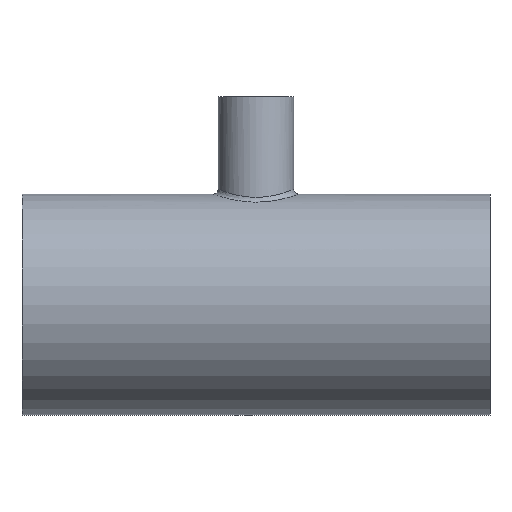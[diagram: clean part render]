
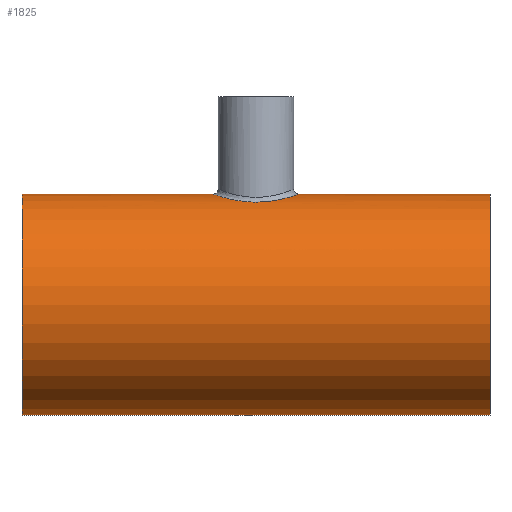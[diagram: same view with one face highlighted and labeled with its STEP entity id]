
A CAD part, front view. The second image highlights one B-rep face of the part: STEP entity #1825.
In plain terms, the highlighted cylindrical face has radius 42.5 mm (diameter 85 mm), a full revolution.
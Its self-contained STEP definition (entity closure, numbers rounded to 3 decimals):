
#1634=CARTESIAN_POINT('',(0.,-15.758,39.471));
#1635=VERTEX_POINT('',#1634);
#1719=CARTESIAN_POINT('',(0.,-15.759,39.47));
#1720=CARTESIAN_POINT('',(0.465,-15.758,39.47));
#1721=CARTESIAN_POINT('',(1.084,-15.733,39.481));
#1722=CARTESIAN_POINT('',(2.32,-15.617,39.527));
#1723=CARTESIAN_POINT('',(3.472,-15.429,39.601));
#1724=CARTESIAN_POINT('',(4.667,-15.124,39.718));
#1725=CARTESIAN_POINT('',(5.691,-14.803,39.839));
#1726=CARTESIAN_POINT('',(6.481,-14.502,39.95));
#1727=CARTESIAN_POINT('',(7.741,-13.941,40.15));
#1728=CARTESIAN_POINT('',(8.95,-13.278,40.377));
#1729=CARTESIAN_POINT('',(10.432,-12.242,40.703));
#1730=CARTESIAN_POINT('',(11.683,-11.174,41.011));
#1731=CARTESIAN_POINT('',(12.915,-9.861,41.348));
#1732=CARTESIAN_POINT('',(13.984,-8.424,41.666));
#1733=CARTESIAN_POINT('',(14.803,-7.019,41.924));
#1734=CARTESIAN_POINT('',(15.358,-5.797,42.107));
#1735=CARTESIAN_POINT('',(15.771,-4.678,42.246));
#1736=CARTESIAN_POINT('',(16.142,-3.386,42.374));
#1737=CARTESIAN_POINT('',(16.429,-1.783,42.475));
#1738=CARTESIAN_POINT('',(16.57,0.595,42.525));
#1739=CARTESIAN_POINT('',(16.301,2.864,42.429));
#1740=CARTESIAN_POINT('',(15.742,4.773,42.236));
#1741=CARTESIAN_POINT('',(15.32,5.882,42.095));
#1742=CARTESIAN_POINT('',(14.868,6.867,41.946));
#1743=CARTESIAN_POINT('',(14.097,8.255,41.701));
#1744=CARTESIAN_POINT('',(13.166,9.554,41.42));
#1745=CARTESIAN_POINT('',(12.164,10.664,41.143));
#1746=CARTESIAN_POINT('',(11.594,11.218,40.994));
#1747=CARTESIAN_POINT('',(10.709,12.017,40.77));
#1748=CARTESIAN_POINT('',(9.348,13.057,40.453));
#1749=CARTESIAN_POINT('',(7.567,14.042,40.116));
#1750=CARTESIAN_POINT('',(6.07,14.669,39.889));
#1751=CARTESIAN_POINT('',(4.513,15.194,39.693));
#1752=CARTESIAN_POINT('',(2.891,15.55,39.553));
#1753=CARTESIAN_POINT('',(1.25,15.728,39.483));
#1754=CARTESIAN_POINT('',(0.007,15.773,39.465));
#1755=CARTESIAN_POINT('',(-1.238,15.729,39.482));
#1756=CARTESIAN_POINT('',(-2.879,15.552,39.553));
#1757=CARTESIAN_POINT('',(-4.5,15.197,39.691));
#1758=CARTESIAN_POINT('',(-6.059,14.673,39.888));
#1759=CARTESIAN_POINT('',(-7.184,14.203,40.058));
#1760=CARTESIAN_POINT('',(-8.269,13.654,40.249));
#1761=CARTESIAN_POINT('',(-9.659,12.818,40.525));
#1762=CARTESIAN_POINT('',(-10.945,11.837,40.825));
#1763=CARTESIAN_POINT('',(-12.027,10.804,41.106));
#1764=CARTESIAN_POINT('',(-12.563,10.222,41.253));
#1765=CARTESIAN_POINT('',(-13.336,9.317,41.472));
#1766=CARTESIAN_POINT('',(-14.091,8.264,41.699));
#1767=CARTESIAN_POINT('',(-15.056,6.529,42.006));
#1768=CARTESIAN_POINT('',(-15.66,5.072,42.208));
#1769=CARTESIAN_POINT('',(-16.094,3.543,42.357));
#1770=CARTESIAN_POINT('',(-16.327,2.375,42.439));
#1771=CARTESIAN_POINT('',(-16.468,1.198,42.489));
#1772=CARTESIAN_POINT('',(-16.516,0.013,42.506));
#1773=CARTESIAN_POINT('',(-16.466,-1.277,42.488));
#1774=CARTESIAN_POINT('',(-16.327,-2.355,42.439));
#1775=CARTESIAN_POINT('',(-16.174,-3.13,42.385));
#1776=CARTESIAN_POINT('',(-15.93,-4.192,42.301));
#1777=CARTESIAN_POINT('',(-15.531,-5.425,42.164));
#1778=CARTESIAN_POINT('',(-14.698,-7.235,41.89));
#1779=CARTESIAN_POINT('',(-13.878,-8.585,41.633));
#1780=CARTESIAN_POINT('',(-12.419,-10.471,41.206));
#1781=CARTESIAN_POINT('',(-10.813,-12.003,40.782));
#1782=CARTESIAN_POINT('',(-8.825,-13.353,40.352));
#1783=CARTESIAN_POINT('',(-7.203,-14.215,40.055));
#1784=CARTESIAN_POINT('',(-5.483,-14.898,39.805));
#1785=CARTESIAN_POINT('',(-3.997,-15.309,39.647));
#1786=CARTESIAN_POINT('',(-2.177,-15.657,39.511));
#1787=CARTESIAN_POINT('',(-0.929,-15.759,39.47));
#1788=CARTESIAN_POINT('',(0.,-15.759,39.47));
#1789=B_SPLINE_CURVE_WITH_KNOTS('',3,(#1719,#1720,#1721,#1722,#1723,#1724,#1725,#1726,#1727,#1728,#1729,#1730,#1731,#1732,#1733,#1734,#1735,#1736,#1737,#1738,#1739,#1740,#1741,#1742,#1743,#1744,#1745,#1746,#1747,#1748,#1749,#1750,#1751,#1752,#1753,#1754,#1755,#1756,#1757,#1758,#1759,#1760,#1761,#1762,#1763,#1764,#1765,#1766,#1767,#1768,#1769,#1770,#1771,#1772,#1773,#1774,#1775,#1776,#1777,#1778,#1779,#1780,#1781,#1782,#1783,#1784,#1785,#1786,#1787,#1788),.UNSPECIFIED.,.T.,.U.,(4,1,1,1,1,1,1,1,1,1,1,1,1,1,1,1,1,1,1,1,1,1,1,1,1,1,1,1,1,1,1,1,1,1,1,1,1,1,1,1,1,1,1,1,1,1,1,1,1,1,1,1,1,1,1,1,1,1,1,1,1,1,1,1,1,1,1,4),(-8.816,-8.698,-8.659,-8.501,-8.403,-8.344,-8.226,-8.187,-7.99,-7.872,-7.714,-7.557,-7.399,-7.242,-7.124,-7.045,-6.927,-6.77,-6.612,-6.297,-6.166,-6.087,-5.982,-5.877,-5.668,-5.563,-5.484,-5.458,-5.248,-5.038,-4.933,-4.828,-4.618,-4.513,-4.408,-4.303,-4.198,-3.988,-3.883,-3.778,-3.673,-3.568,-3.359,-3.254,-3.175,-3.149,-2.939,-2.834,-2.624,-2.519,-2.414,-2.309,-2.204,-2.099,-1.968,-1.915,-1.889,-1.679,-1.574,-1.364,-1.259,-0.945,-0.787,-0.63,-0.472,-0.315,-0.236,0.0),.UNSPECIFIED.);
#1790=EDGE_CURVE('',#1635,#1635,#1789,.T.);
#1795=CARTESIAN_POINT('',(0.0,0.0,0.0));
#1796=DIRECTION('',(-1.0,0.0,0.0));
#1797=DIRECTION('',(0.0,-1.0,0.0));
#1798=AXIS2_PLACEMENT_3D('',#1795,#1796,#1797);
#1799=CYLINDRICAL_SURFACE('',#1798,42.5);
#1800=CARTESIAN_POINT('',(90.0,-42.5,0.0));
#1801=VERTEX_POINT('',#1800);
#1802=CARTESIAN_POINT('',(90.0,0.0,0.0));
#1803=DIRECTION('',(-1.0,0.0,0.0));
#1804=DIRECTION('',(0.0,-1.0,0.0));
#1805=AXIS2_PLACEMENT_3D('',#1802,#1803,#1804);
#1806=CIRCLE('',#1805,42.5);
#1807=EDGE_CURVE('',#1801,#1801,#1806,.T.);
#1808=ORIENTED_EDGE('',*,*,#1807,.T.);
#1809=EDGE_LOOP('',(#1808));
#1810=FACE_OUTER_BOUND('',#1809,.T.);
#1811=CARTESIAN_POINT('',(-90.0,-42.5,0.0));
#1812=VERTEX_POINT('',#1811);
#1813=CARTESIAN_POINT('',(-90.0,0.0,0.0));
#1814=DIRECTION('',(-1.0,0.0,0.0));
#1815=DIRECTION('',(0.0,-1.0,0.0));
#1816=AXIS2_PLACEMENT_3D('',#1813,#1814,#1815);
#1817=CIRCLE('',#1816,42.5);
#1818=EDGE_CURVE('',#1812,#1812,#1817,.T.);
#1819=ORIENTED_EDGE('',*,*,#1818,.F.);
#1820=EDGE_LOOP('',(#1819));
#1821=FACE_BOUND('',#1820,.T.);
#1822=ORIENTED_EDGE('',*,*,#1790,.F.);
#1823=EDGE_LOOP('',(#1822));
#1824=FACE_BOUND('',#1823,.T.);
#1825=ADVANCED_FACE('',(#1810,#1821,#1824),#1799,.T.);
